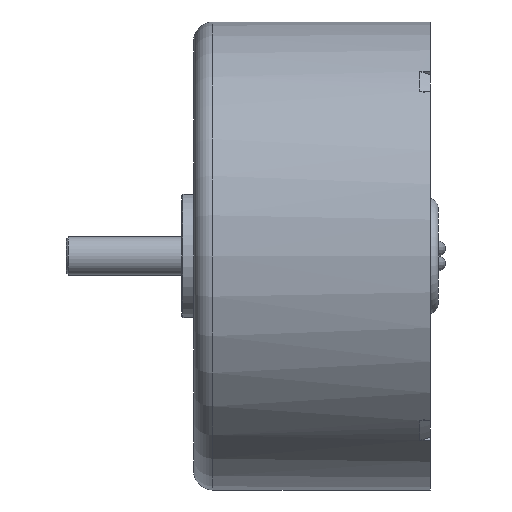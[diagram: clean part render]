
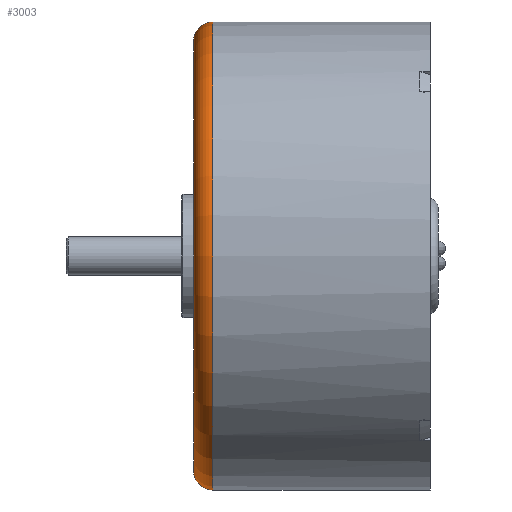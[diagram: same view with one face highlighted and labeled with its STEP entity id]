
A CAD part, left-side view. The second image highlights one B-rep face of the part: STEP entity #3003.
In plain terms, the highlighted toroidal (fillet/blend) face has major radius 11.15 mm and minor radius 1 mm.
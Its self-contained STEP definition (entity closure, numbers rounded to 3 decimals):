
#646=FACE_OUTER_BOUND('',#839,.T.);
#839=EDGE_LOOP('',(#2057,#2058,#2059,#2060,#2061,#2062));
#1072=CIRCLE('',#3215,12.15);
#1073=CIRCLE('',#3216,1.);
#1074=CIRCLE('',#3217,11.15);
#1075=CIRCLE('',#3218,11.15);
#1076=CIRCLE('',#3219,12.15);
#1306=VERTEX_POINT('',#4680);
#1307=VERTEX_POINT('',#4681);
#1308=VERTEX_POINT('',#4683);
#1309=VERTEX_POINT('',#4685);
#1598=EDGE_CURVE('',#1306,#1307,#1072,.T.);
#1599=EDGE_CURVE('',#1307,#1308,#1073,.T.);
#1600=EDGE_CURVE('',#1308,#1309,#1074,.T.);
#1601=EDGE_CURVE('',#1309,#1308,#1075,.T.);
#1602=EDGE_CURVE('',#1307,#1306,#1076,.T.);
#2057=ORIENTED_EDGE('',*,*,#1598,.T.);
#2058=ORIENTED_EDGE('',*,*,#1599,.T.);
#2059=ORIENTED_EDGE('',*,*,#1600,.T.);
#2060=ORIENTED_EDGE('',*,*,#1601,.T.);
#2061=ORIENTED_EDGE('',*,*,#1599,.F.);
#2062=ORIENTED_EDGE('',*,*,#1602,.T.);
#2975=TOROIDAL_SURFACE('',#3214,11.15,1.);
#3003=ADVANCED_FACE('',(#646),#2975,.T.);
#3214=AXIS2_PLACEMENT_3D('',#4679,#3639,#3640);
#3215=AXIS2_PLACEMENT_3D('',#4682,#3641,#3642);
#3216=AXIS2_PLACEMENT_3D('',#4684,#3643,#3644);
#3217=AXIS2_PLACEMENT_3D('',#4686,#3645,#3646);
#3218=AXIS2_PLACEMENT_3D('',#4687,#3647,#3648);
#3219=AXIS2_PLACEMENT_3D('',#4688,#3649,#3650);
#3639=DIRECTION('center_axis',(0.,-1.,0.));
#3640=DIRECTION('ref_axis',(0.,0.,-1.));
#3641=DIRECTION('center_axis',(0.,1.,0.));
#3642=DIRECTION('ref_axis',(1.,0.,0.));
#3643=DIRECTION('center_axis',(-1.,0.,0.));
#3644=DIRECTION('ref_axis',(0.,0.,1.));
#3645=DIRECTION('center_axis',(0.,-1.,0.));
#3646=DIRECTION('ref_axis',(1.,0.,0.));
#3647=DIRECTION('center_axis',(0.,-1.,0.));
#3648=DIRECTION('ref_axis',(1.,0.,0.));
#3649=DIRECTION('center_axis',(0.,1.,0.));
#3650=DIRECTION('ref_axis',(1.,0.,0.));
#4679=CARTESIAN_POINT('Origin',(40.07,-7.6,0.));
#4680=CARTESIAN_POINT('',(27.92,-7.6,0.));
#4681=CARTESIAN_POINT('',(40.07,-7.6,12.15));
#4682=CARTESIAN_POINT('Origin',(40.07,-7.6,0.));
#4683=CARTESIAN_POINT('',(40.07,-6.6,11.15));
#4684=CARTESIAN_POINT('Origin',(40.07,-7.6,11.15));
#4685=CARTESIAN_POINT('',(28.92,-6.6,0.));
#4686=CARTESIAN_POINT('Origin',(40.07,-6.6,0.));
#4687=CARTESIAN_POINT('Origin',(40.07,-6.6,0.));
#4688=CARTESIAN_POINT('Origin',(40.07,-7.6,0.));
